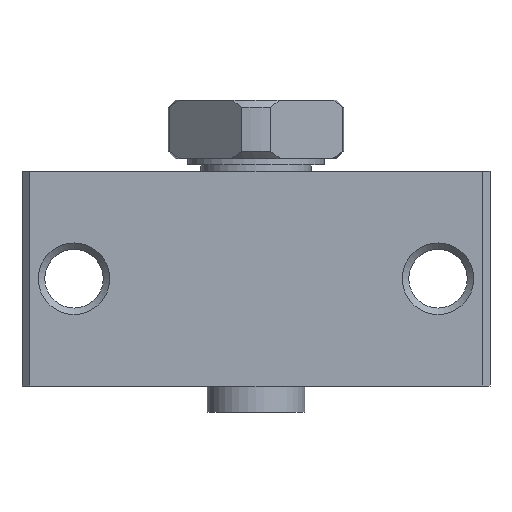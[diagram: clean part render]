
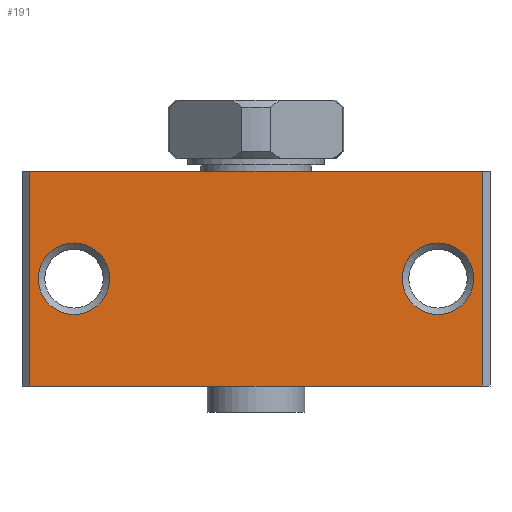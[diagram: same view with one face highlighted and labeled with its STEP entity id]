
A CAD part, front view. The second image highlights one B-rep face of the part: STEP entity #191.
In plain terms, the highlighted planar face has unit normal (0, -1, 0).
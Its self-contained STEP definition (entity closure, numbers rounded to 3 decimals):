
#191 = ADVANCED_FACE( '', ( #295, #296, #297 ), #298, .T. );
#295 = FACE_BOUND( '', #481, .T. );
#296 = FACE_BOUND( '', #482, .T. );
#297 = FACE_OUTER_BOUND( '', #483, .T. );
#298 = PLANE( '', #484 );
#481 = EDGE_LOOP( '', ( #793 ) );
#482 = EDGE_LOOP( '', ( #794 ) );
#483 = EDGE_LOOP( '', ( #795, #796, #797, #798 ) );
#484 = AXIS2_PLACEMENT_3D( '', #799, #800, #801 );
#793 = ORIENTED_EDGE( '', *, *, #1211, .F. );
#794 = ORIENTED_EDGE( '', *, *, #1212, .F. );
#795 = ORIENTED_EDGE( '', *, *, #1192, .F. );
#796 = ORIENTED_EDGE( '', *, *, #1213, .F. );
#797 = ORIENTED_EDGE( '', *, *, #1177, .T. );
#798 = ORIENTED_EDGE( '', *, *, #1210, .T. );
#799 = CARTESIAN_POINT( '', ( -17.4, -11., -16.5 ) );
#800 = DIRECTION( '', ( 0., -1., 0. ) );
#801 = DIRECTION( '', ( 0., 0., -1. ) );
#1177 = EDGE_CURVE( '', #1376, #1374, #1377, .T. );
#1192 = EDGE_CURVE( '', #1404, #1406, #1407, .T. );
#1210 = EDGE_CURVE( '', #1374, #1406, #1430, .T. );
#1211 = EDGE_CURVE( '', #1431, #1431, #1432, .T. );
#1212 = EDGE_CURVE( '', #1433, #1433, #1434, .T. );
#1213 = EDGE_CURVE( '', #1376, #1404, #1435, .T. );
#1374 = VERTEX_POINT( '', #1682 );
#1376 = VERTEX_POINT( '', #1685 );
#1377 = LINE( '', #1686, #1687 );
#1404 = VERTEX_POINT( '', #1724 );
#1406 = VERTEX_POINT( '', #1727 );
#1407 = LINE( '', #1728, #1729 );
#1430 = LINE( '', #1766, #1767 );
#1431 = VERTEX_POINT( '', #1768 );
#1432 = CIRCLE( '', #1769, 2.75 );
#1433 = VERTEX_POINT( '', #1770 );
#1434 = CIRCLE( '', #1771, 2.75 );
#1435 = LINE( '', #1772, #1773 );
#1682 = CARTESIAN_POINT( '', ( 17.4, -11., -16.5 ) );
#1685 = CARTESIAN_POINT( '', ( -17.4, -11., -16.5 ) );
#1686 = CARTESIAN_POINT( '', ( -17.4, -11., -16.5 ) );
#1687 = VECTOR( '', #2023, 1000. );
#1724 = CARTESIAN_POINT( '', ( -17.4, -11., 0. ) );
#1727 = CARTESIAN_POINT( '', ( 17.4, -11., 0. ) );
#1728 = CARTESIAN_POINT( '', ( -17.4, -11., 0. ) );
#1729 = VECTOR( '', #2044, 1000. );
#1766 = CARTESIAN_POINT( '', ( 17.4, -11., -16.5 ) );
#1767 = VECTOR( '', #2068, 1000. );
#1768 = CARTESIAN_POINT( '', ( 14., -11., -11. ) );
#1769 = AXIS2_PLACEMENT_3D( '', #2069, #2070, #2071 );
#1770 = CARTESIAN_POINT( '', ( -14., -11., -11. ) );
#1771 = AXIS2_PLACEMENT_3D( '', #2072, #2073, #2074 );
#1772 = CARTESIAN_POINT( '', ( -17.4, -11., -16.5 ) );
#1773 = VECTOR( '', #2075, 1000. );
#2023 = DIRECTION( '', ( 1., 0., 0. ) );
#2044 = DIRECTION( '', ( 1., 0., 0. ) );
#2068 = DIRECTION( '', ( 0., 0., 1. ) );
#2069 = CARTESIAN_POINT( '', ( 14., -11., -8.25 ) );
#2070 = DIRECTION( '', ( 0., -1., 0. ) );
#2071 = DIRECTION( '', ( 0., 0., -1. ) );
#2072 = CARTESIAN_POINT( '', ( -14., -11., -8.25 ) );
#2073 = DIRECTION( '', ( 0., -1., 0. ) );
#2074 = DIRECTION( '', ( 0., 0., -1. ) );
#2075 = DIRECTION( '', ( 0., 0., 1. ) );
